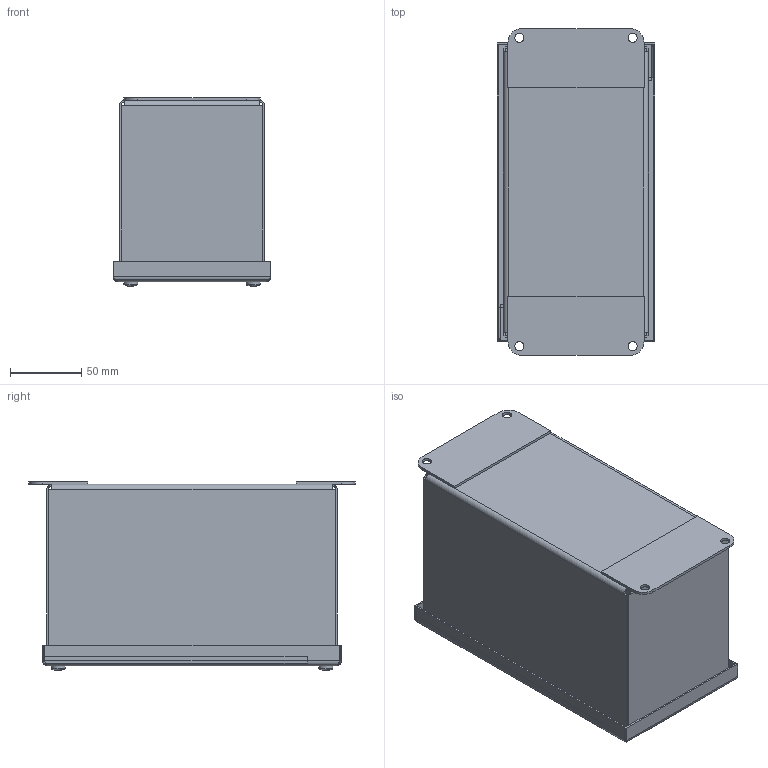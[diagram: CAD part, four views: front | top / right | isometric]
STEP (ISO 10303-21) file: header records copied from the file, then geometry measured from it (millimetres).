
FILE_DESCRIPTION(/* description */ ('LID, PBXD3SS, 8X4'),/* implementation_level */ '2;1');
FILE_NAME(/* name */ 'PBXD3SS.stp',/* time_stamp */ '2017-01-30T21:16:00+06:00',/* author */ ('mgunasekar'),/* organization */ (''),/* preprocessor_version */ 'ST-DEVELOPER v16.1',/* originating_system */ 'Autodesk Inventor 2016',/* authorisation */ '');
FILE_SCHEMA (('AUTOMOTIVE_DESIGN { 1 0 10303 214 3 1 1 }'));
Length unit declared in the file: inch
Products named in the file (13): PBXD3SSLID; 37210; 39077; PBXD3SSBKP; 34984; 38832; 32811; 3694; 31817; 3185; 348125; 316240; PBXD3SS
Assembly tree (25 placements, depth 2):
  PBXD3SS
    PBXD3SSLID
    37210  x4
    39077  x4
    PBXD3SSBKP
    34984  x4
    38832  x2
    32811  x2
    3694
    31817
    3185
    348125  x2
    316240  x2
Bounding box: 110.33 x 228.6 x 132.09 mm (x, y, z)
Volume: 204703.1 mm3; surface area: 304795.5 mm2
Topology: 25 solids, 27 shells, 697 faces, 1742 edges, 1106 vertices
Faces by surface type: plane 445, cylinder 144, cone 56, torus 30, bspline 14, sphere 8
Full cylindrical faces by diameter (mm): 3.175 x1, 3.378 x2, 3.556 x2, 3.962 x4, 4.255 x4, 4.826 x4, 4.978 x4, 6.299 x4, 6.35 x7, 6.528 x4, 7.061 x4, 7.137 x4, 7.95 x4, 10.312 x4, 11.506 x4
Entity records: 12888 total; most frequent: CARTESIAN_POINT 2623, DIRECTION 2023, ORIENTED_EDGE 1950, EDGE_CURVE 975, LINE 683, VECTOR 683, AXIS2_PLACEMENT_3D 670, VERTEX_POINT 628
